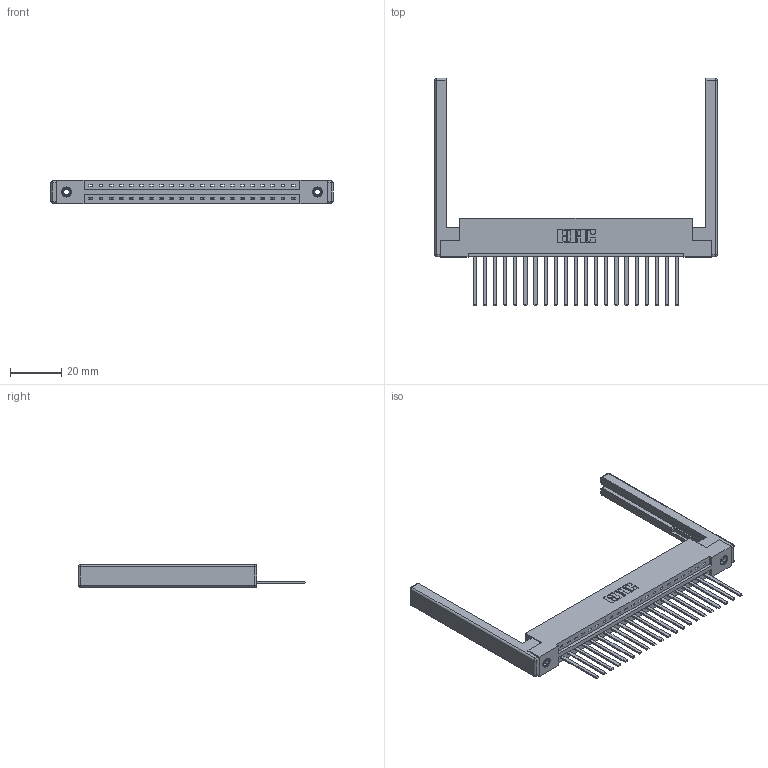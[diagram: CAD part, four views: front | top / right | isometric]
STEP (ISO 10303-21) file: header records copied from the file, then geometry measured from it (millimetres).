
FILE_DESCRIPTION (( 'STEP AP203' ), '1' );
FILE_NAME ('387-021-544-168.STEP', '2019-10-03T00:25:04', ( '' ), ( '' ), 'SwSTEP 2.0', 'SolidWorks 2016', '' );
FILE_SCHEMA (( 'CONFIG_CONTROL_DESIGN' ));
Length unit declared in the file: inch
Products named in the file (5): 307-220-068; 387-021-544-168; 345-250-001_345-250-001-102; 337 Part_Flush Mounting Lugs - 0.156 Dia-TI; 345-292-001_345-293-144
Assembly tree (26 placements, depth 2):
  387-021-544-168
    337 Part_Flush Mounting Lugs - 0.156 Dia-TI
    345-292-001_345-293-144  x21
    345-250-001_345-250-001-102  x2
    307-220-068  x2
Bounding box: 110.64 x 89.03 x 9.4 mm (x, y, z)
Volume: 15871.1 mm3; surface area: 16638.9 mm2
Topology: 26 solids, 26 shells, 1444 faces, 4271 edges, 2798 vertices
Faces by surface type: plane 1040, cylinder 380, cone 12, sphere 8, torus 4
Entity records: 20902 total; most frequent: CARTESIAN_POINT 3594, ORIENTED_EDGE 3540, DIRECTION 3138, EDGE_CURVE 1770, LINE 1596, VECTOR 1596, VERTEX_POINT 1170, AXIS2_PLACEMENT_3D 771
